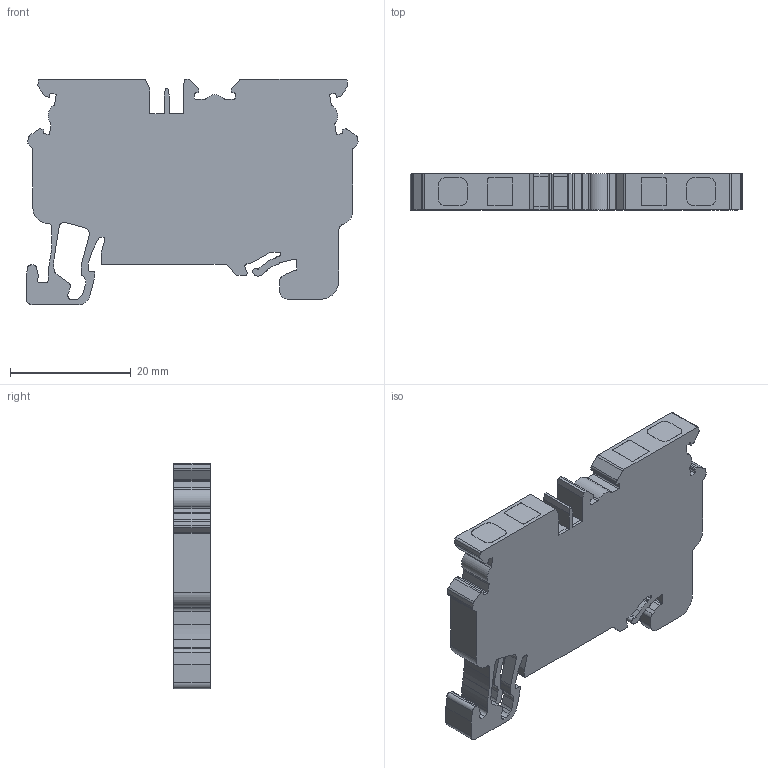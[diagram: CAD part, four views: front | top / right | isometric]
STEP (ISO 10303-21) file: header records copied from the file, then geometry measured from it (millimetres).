
FILE_DESCRIPTION(/* description */ (''),/* implementation_level */ '2;1');
FILE_NAME(/* name */ 'CXG4.stp',/* time_stamp */ '2016-08-16T09:59:44-04:00',/* author */ ('CAD Station'),/* organization */ (''),/* preprocessor_version */ 'ST-DEVELOPER v16.1',/* originating_system */ 'Autodesk Inventor 2016',/* authorisation */ '');
FILE_SCHEMA (('AUTOMOTIVE_DESIGN { 1 0 10303 214 3 1 1 }'));
Length unit declared in the file: metre
Products named in the file (1): CXG4
Bounding box: 55.1 x 6 x 37.4 mm (x, y, z)
Volume: 8857.2 mm3; surface area: 5647.2 mm2
Topology: 1 solids, 2 shells, 380 faces, 1118 edges, 744 vertices
Faces by surface type: plane 209, cylinder 169, cone 2
Entity records: 13148 total; most frequent: CARTESIAN_POINT 2253, ORIENTED_EDGE 2236, DIRECTION 2226, EDGE_CURVE 1118, LINE 768, VECTOR 768, VERTEX_POINT 744, AXIS2_PLACEMENT_3D 729
